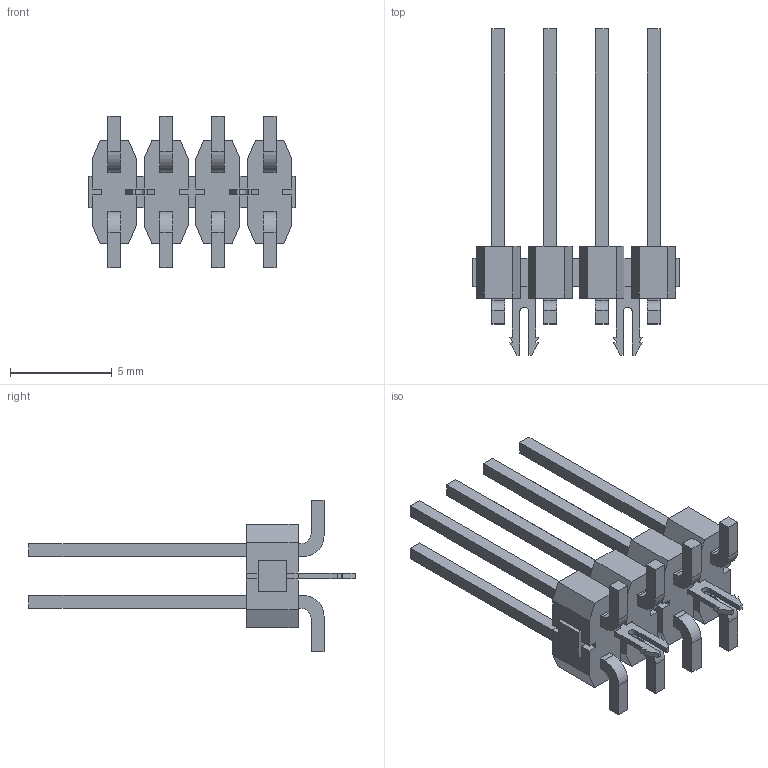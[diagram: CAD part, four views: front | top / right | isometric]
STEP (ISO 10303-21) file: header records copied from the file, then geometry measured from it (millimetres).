
FILE_DESCRIPTION(/* description */ ('STEP AP214'),/* implementation_level */ '2;1');
FILE_NAME(/* name */ 'TSM-104-03-L-DV-LC',/* time_stamp */ '2024-01-18T23:08:47+01:00',/* author */ ('License CC BY-ND 4.0'),/* organization */ ('CADENAS'),/* preprocessor_version */ 'ST-DEVELOPER v19.3',/* originating_system */ 'PARTsolutions',/* authorisation */ ' ');
FILE_SCHEMA (('AUTOMOTIVE_DESIGN {1 0 10303 214 3 1 1}'));
Length unit declared in the file: inch
Products named in the file (3): TSM-104-03-L-DV-LC; T-1S6-15(-03-4-DV); TSM-104-03-DV-LC_body
Assembly tree (2 placements, depth 2):
  TSM-104-03-L-DV-LC
    T-1S6-15(-03-4-DV)
    TSM-104-03-DV-LC_body
Bounding box: 10.16 x 16 x 7.44 mm (x, y, z)
Volume: 153.7 mm3; surface area: 641.1 mm2
Topology: 2 solids, 2 shells, 314 faces, 924 edges, 616 vertices
Faces by surface type: plane 296, cylinder 18
Entity records: 10374 total; most frequent: CARTESIAN_POINT 1857, ORIENTED_EDGE 1848, DIRECTION 1594, EDGE_CURVE 924, LINE 888, VECTOR 888, VERTEX_POINT 616, AXIS2_PLACEMENT_3D 353
